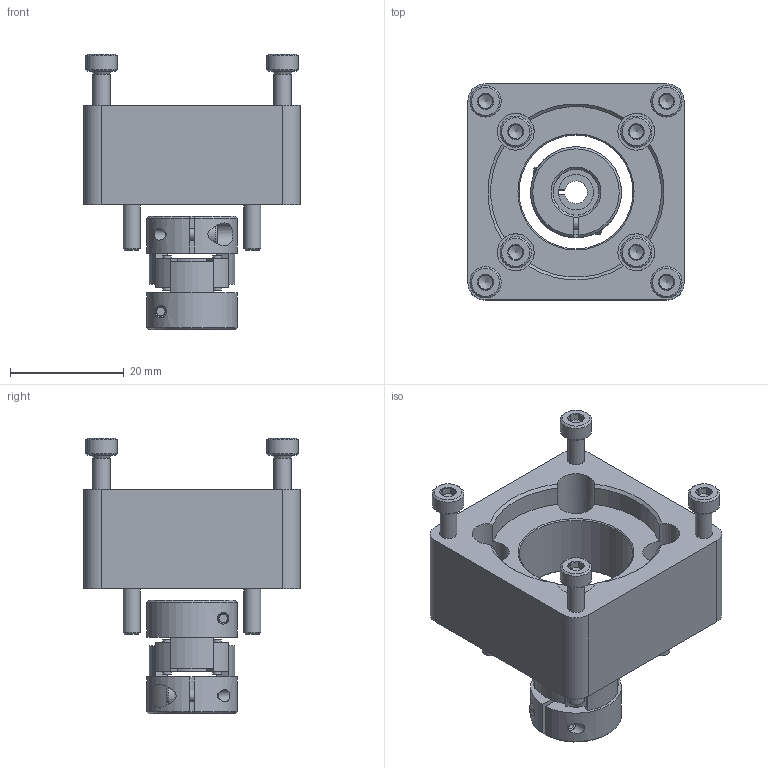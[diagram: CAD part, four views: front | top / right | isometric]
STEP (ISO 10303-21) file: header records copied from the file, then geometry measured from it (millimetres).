
FILE_DESCRIPTION(/* description */ ('STEP AP214'),/* implementation_level */ '2;1');
FILE_NAME(/* name */ '8107704_EAMM-A-P4-28B-38AA',/* time_stamp */ '2024-08-27T03:53:43+02:00',/* author */ ('License CC BY-ND 4.0'),/* organization */ ('CADENAS'),/* preprocessor_version */ 'ST-DEVELOPER v19.3',/* originating_system */ 'PARTsolutions',/* authorisation */ ' ');
FILE_SCHEMA (('AUTOMOTIVE_DESIGN {1 0 10303 214 3 1 1}'));
Length unit declared in the file: millimetre
Products named in the file (4): 8107704 EAMM-A-P4-28B-38AA; 8123125 EAMF-A-28B-38AA; ISO-4762 M3x14; 562675 EAMC-16-20-4-8
Assembly tree (10 placements, depth 2):
  8107704 EAMM-A-P4-28B-38AA
    8123125 EAMF-A-28B-38AA
    ISO-4762 M3x14  x8
    562675 EAMC-16-20-4-8
Bounding box: 38 x 38 x 48.5 mm (x, y, z)
Volume: 19708.1 mm3; surface area: 11766.7 mm2
Topology: 10 solids, 10 shells, 440 faces, 1087 edges, 694 vertices
Faces by surface type: plane 199, cylinder 125, cone 114, torus 2
Full cylindrical faces by diameter (mm): 1.5 x8, 1.567 x2, 2 x3, 2.1 x5, 2.459 x4, 3 x8, 3.4 x4, 3.8 x2, 4 x2, 5.5 x8, 6.2 x1, 6.5 x4, 20 x1
Entity records: 7296 total; most frequent: CARTESIAN_POINT 1361, DIRECTION 1289, ORIENTED_EDGE 1090, EDGE_CURVE 545, AXIS2_PLACEMENT_3D 525, VERTEX_POINT 391, FACE_BOUND 348, EDGE_LOOP 343
